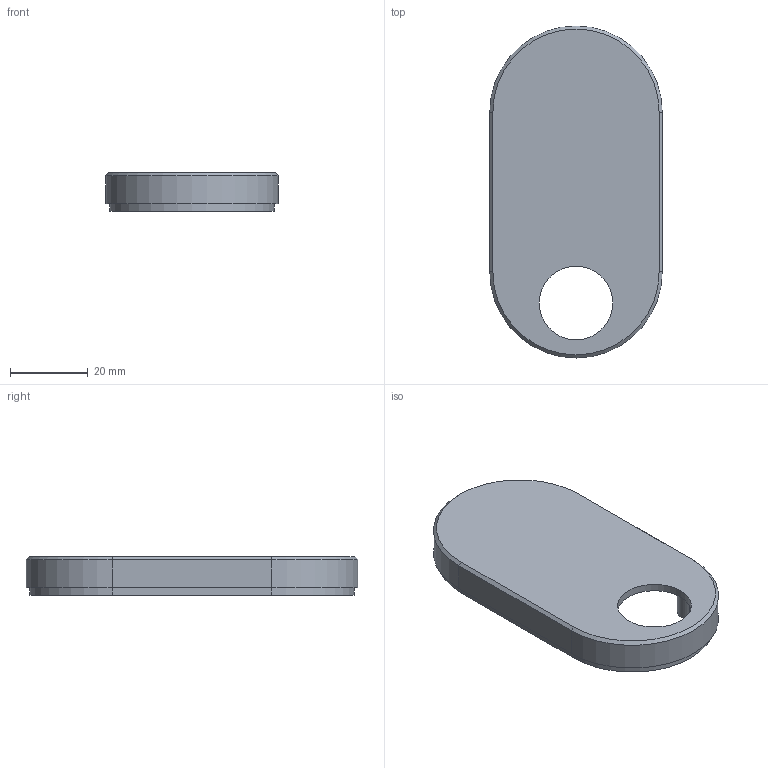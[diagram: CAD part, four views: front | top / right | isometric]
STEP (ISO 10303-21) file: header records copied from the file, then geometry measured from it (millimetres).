
FILE_DESCRIPTION(/* description */ (''),/* implementation_level */ '2;1');
FILE_NAME(/* name */ 'Top.step',/* time_stamp */ '2025-05-09T12:30:58+02:00',/* author */ (''),/* organization */ (''),/* preprocessor_version */ 'ST-DEVELOPER v20.1',/* originating_system */ 'Autodesk Translation Framework v14.4.0.0',/* authorisation */ '');
FILE_SCHEMA (('AUTOMOTIVE_DESIGN { 1 0 10303 214 3 1 1 }'));
Length unit declared in the file: millimetre
Products named in the file (1): Top
Bounding box: 44.5 x 85.61 x 10 mm (x, y, z)
Volume: 10420.5 mm3; surface area: 10415.6 mm2
Topology: 1 solids, 1 shells, 74 faces, 182 edges, 118 vertices
Faces by surface type: plane 40, cylinder 30, cone 4
Full cylindrical faces by diameter (mm): 2 x2, 2.3 x3, 4 x2, 19 x1
Entity records: 2234 total; most frequent: DIRECTION 396, CARTESIAN_POINT 375, ORIENTED_EDGE 364, EDGE_CURVE 182, AXIS2_PLACEMENT_3D 139, LINE 118, VECTOR 118, VERTEX_POINT 118
